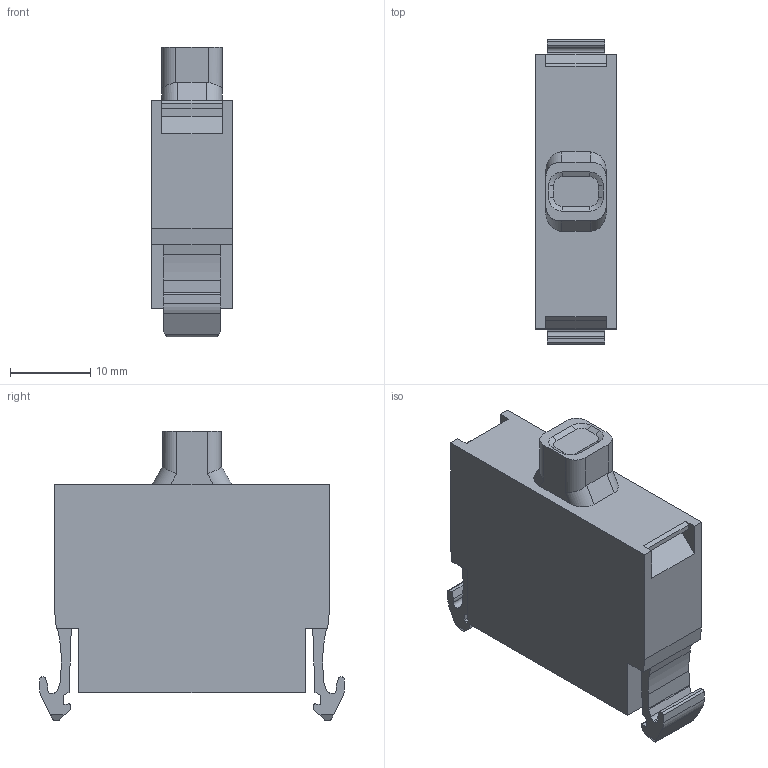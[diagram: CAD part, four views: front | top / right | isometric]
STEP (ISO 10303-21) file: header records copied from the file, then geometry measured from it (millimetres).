
FILE_DESCRIPTION(/* description */ ('Alibre Inc.'),/* implementation_level */ '2;1');
FILE_NAME(/* name */ 'export-A67AF9F1-6561-42C1-BFC7-F0713B561204',/* time_stamp */ '2021-08-20T09:32:19+02:00',/* author */ (''),/* organization */ (''),/* preprocessor_version */ 'ST-DEVELOPER v17',/* originating_system */ 'Alibre',/* authorisation */ '');
FILE_SCHEMA (('AUTOMOTIVE_DESIGN'));
Length unit declared in the file: millimetre
Products named in the file (1): _216560
Bounding box: 10 x 38 x 36.08 mm (x, y, z)
Volume: 8963.7 mm3; surface area: 3588.8 mm2
Topology: 1 solids, 1 shells, 116 faces, 330 edges, 220 vertices
Faces by surface type: plane 76, cylinder 36, cone 4
Entity records: 3773 total; most frequent: CARTESIAN_POINT 746, ORIENTED_EDGE 660, DIRECTION 550, EDGE_CURVE 330, VECTOR 250, LINE 250, VERTEX_POINT 220, AXIS2_PLACEMENT_3D 188
